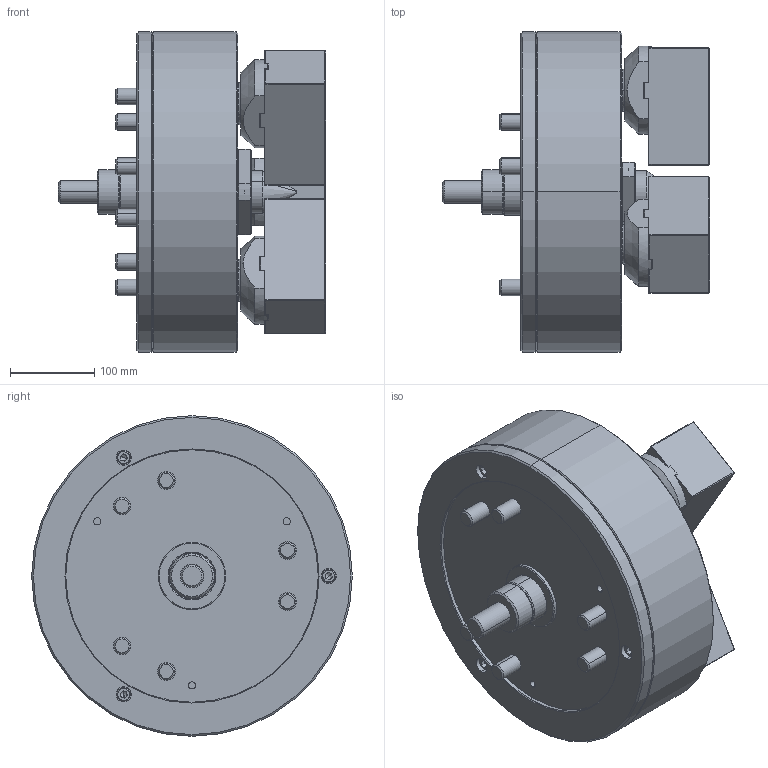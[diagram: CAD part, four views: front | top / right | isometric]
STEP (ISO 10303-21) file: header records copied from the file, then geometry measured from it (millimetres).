
FILE_DESCRIPTION (( 'STEP AP203' ), '1' );
FILE_NAME ('CF-3W-C15.STEP', '2021-07-23T09:17:27', ( '' ), ( '' ), 'SwSTEP 2.0', 'SolidWorks 2016', '' );
FILE_SCHEMA (( 'CONFIG_CONTROL_DESIGN' ));
Length unit declared in the file: millimetre
Products named in the file (15): 圓頭內六角螺栓_M20x120; 圓頭內六角螺栓_M16x30; CF-3W-15-07000_000; 圓頭內六角螺栓_M8x20; CF-3W-15-10000; CF-3W-C15; CF-3W-15-14000; CF-3W-C15-03000; CF-3W-15-16000; CF-3W-15-01000; CF-3W-15-17000; CF-3W-15-03000; 圓頭內六角螺栓_M10x25; CF-3W-15-04000; 圓頭內六角螺栓_M8x16
Assembly tree (45 placements, depth 2):
  CF-3W-C15
    CF-3W-C15-03000
    CF-3W-15-01000
    CF-3W-15-03000  x3
    CF-3W-15-04000  x3
    CF-3W-15-07000_000
    CF-3W-15-10000
    CF-3W-15-14000
    CF-3W-15-16000
    CF-3W-15-17000  x3
    圓頭內六角螺栓_M10x25  x3
    圓頭內六角螺栓_M8x16  x12
    圓頭內六角螺栓_M20x120  x6
    圓頭內六角螺栓_M16x30  x6
    圓頭內六角螺栓_M8x20  x3
Bounding box: 317.42 x 381 x 381 mm (x, y, z)
Volume: 14585986.7 mm3; surface area: 1348658.8 mm2
Topology: 45 solids, 45 shells, 1542 faces, 3642 edges, 2206 vertices
Faces by surface type: plane 757, cylinder 405, cone 356, torus 12, sphere 12
Entity records: 19351 total; most frequent: DIRECTION 3190, CARTESIAN_POINT 2972, ORIENTED_EDGE 2680, EDGE_CURVE 1340, AXIS2_PLACEMENT_3D 1253, VERTEX_POINT 843, EDGE_LOOP 709, VECTOR 684
